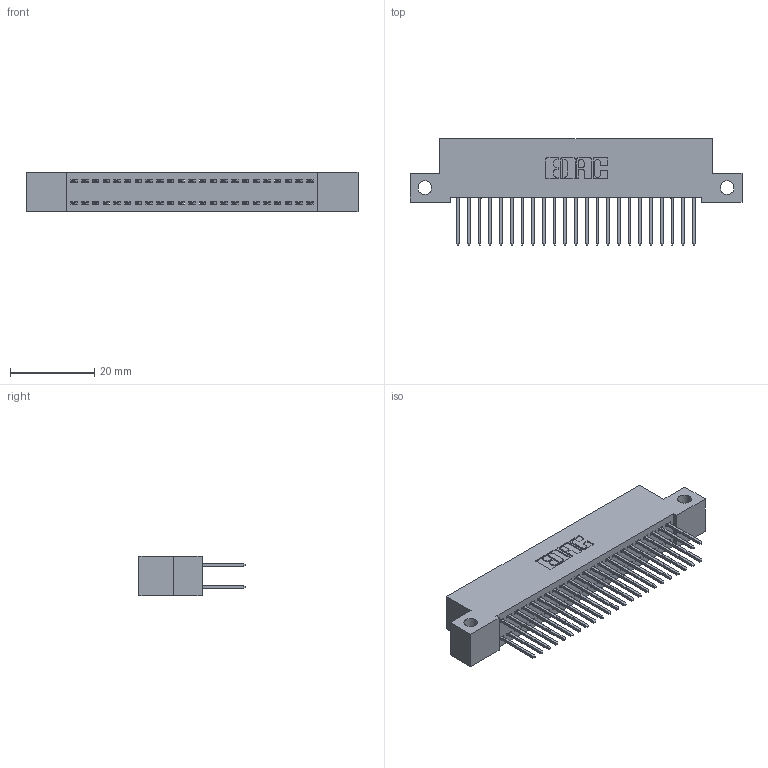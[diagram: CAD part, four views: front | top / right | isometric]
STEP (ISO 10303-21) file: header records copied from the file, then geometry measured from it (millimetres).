
FILE_DESCRIPTION (( 'STEP AP203' ), '1' );
FILE_NAME ('342-046-523-212.STEP', '2019-10-02T20:25:34', ( '' ), ( '' ), 'SwSTEP 2.0', 'SolidWorks 2016', '' );
FILE_SCHEMA (( 'CONFIG_CONTROL_DESIGN' ));
Length unit declared in the file: inch
Products named in the file (3): 342 Part_Side Mount; 345-292-001_345-293-123; 342-046-523-212
Assembly tree (47 placements, depth 2):
  342-046-523-212
    342 Part_Side Mount
    345-292-001_345-293-123  x46
Bounding box: 78.74 x 25.15 x 9.4 mm (x, y, z)
Volume: 7005.2 mm3; surface area: 11175.9 mm2
Topology: 47 solids, 47 shells, 2502 faces, 7429 edges, 4890 vertices
Faces by surface type: plane 1722, cylinder 780
Entity records: 17143 total; most frequent: CARTESIAN_POINT 2862, ORIENTED_EDGE 2798, DIRECTION 2479, EDGE_CURVE 1399, VECTOR 1271, LINE 1271, VERTEX_POINT 930, AXIS2_PLACEMENT_3D 604
